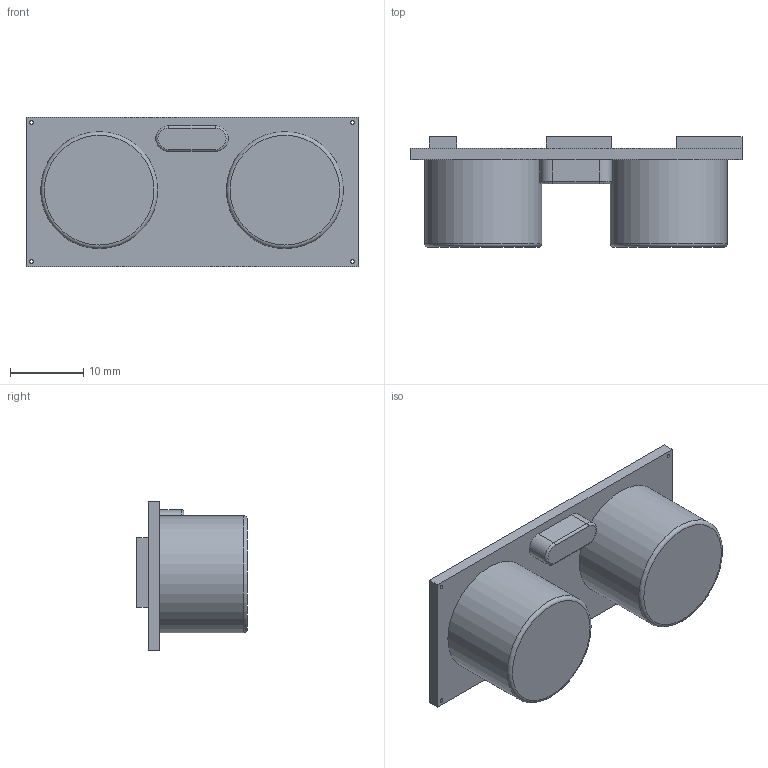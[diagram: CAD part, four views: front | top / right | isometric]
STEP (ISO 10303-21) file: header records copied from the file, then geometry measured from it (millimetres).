
FILE_DESCRIPTION(('FreeCAD Model'),'2;1');
FILE_NAME('HC-SR04.step','2019-10-27T13:55:55',('Author'),(''), 'Open CASCADE STEP processor 7.3','FreeCAD','Unknown');
FILE_SCHEMA(('AUTOMOTIVE_DESIGN { 1 0 10303 214 1 1 1 1 }'));
Length unit declared in the file: millimetre
Products named in the file (1): Pad003
Bounding box: 45.4 x 15.14 x 20.5 mm (x, y, z)
Volume: 6523.8 mm3; surface area: 3456.5 mm2
Topology: 1 solids, 1 shells, 40 faces, 91 edges, 58 vertices
Faces by surface type: plane 26, cylinder 10, torus 4
Full cylindrical faces by diameter (mm): 0.5 x4, 16 x2
Entity records: 2600 total; most frequent: CARTESIAN_POINT 384, DIRECTION 369, LINE 219, VECTOR 219, ORIENTED_EDGE 182, PCURVE 182, DEFINITIONAL_REPRESENTATION 182, EDGE_CURVE 91
